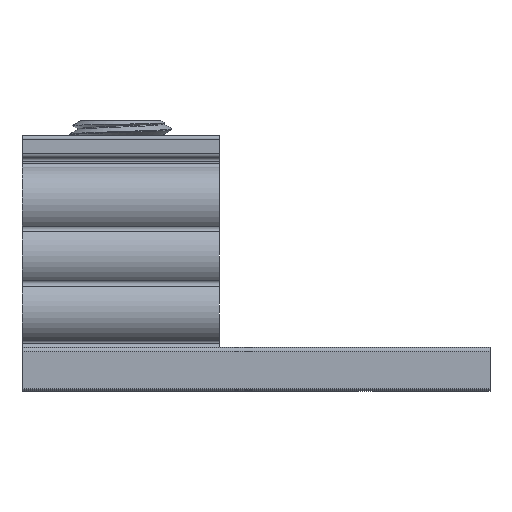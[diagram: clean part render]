
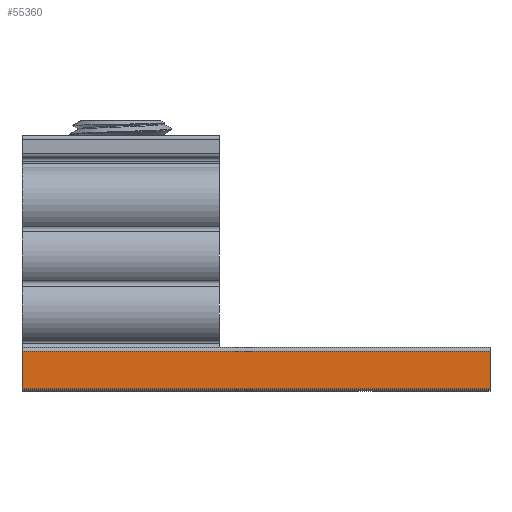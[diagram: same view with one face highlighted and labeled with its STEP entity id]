
A CAD part, front view. The second image highlights one B-rep face of the part: STEP entity #55360.
In plain terms, the highlighted planar face has unit normal (0, -1, 0).
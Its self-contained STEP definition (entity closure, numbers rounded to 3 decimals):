
#54760=CARTESIAN_POINT('',(-24.,-12.5,3.85));
#54770=VERTEX_POINT('',#54760);
#54930=CARTESIAN_POINT('',(40.,-12.5,3.85));
#54940=VERTEX_POINT('',#54930);
#54970=CARTESIAN_POINT('',(-24.,-12.5,3.85));
#54980=DIRECTION('',(1.,0.,0.));
#54990=VECTOR('',#54980,64.);
#55000=LINE('',#54970,#54990);
#55010=EDGE_CURVE('',#54770,#54940,#55000,.T.);
#55060=CARTESIAN_POINT('',(-30.25,-12.5,-1.267));
#55070=DIRECTION('',(0.,-1.,0.));
#55080=DIRECTION('',(0.,0.,-1.));
#55090=AXIS2_PLACEMENT_3D('',#55060,#55070,#55080);
#55100=PLANE('',#55090);
#55110=CARTESIAN_POINT('',(-24.,-12.5,0.));
#55120=DIRECTION('',(-0.,0.,-1.));
#55130=VECTOR('',#55120,1.);
#55140=LINE('',#55110,#55130);
#55150=CARTESIAN_POINT('',(-24.,-12.5,-1.267));
#55160=VERTEX_POINT('',#55150);
#55170=EDGE_CURVE('',#54770,#55160,#55140,.T.);
#55180=ORIENTED_EDGE('',*,*,#55170,.T.);
#55190=ORIENTED_EDGE('',*,*,#55010,.F.);
#55200=CARTESIAN_POINT('',(40.,-12.5,-1.267));
#55210=DIRECTION('',(0.,0.,1.));
#55220=VECTOR('',#55210,5.117);
#55230=LINE('',#55200,#55220);
#55240=CARTESIAN_POINT('',(40.,-12.5,-1.267));
#55250=VERTEX_POINT('',#55240);
#55260=EDGE_CURVE('',#55250,#54940,#55230,.T.);
#55270=ORIENTED_EDGE('',*,*,#55260,.T.);
#55280=CARTESIAN_POINT('',(-24.,-12.5,-1.267));
#55290=DIRECTION('',(1.,0.,0.));
#55300=VECTOR('',#55290,64.);
#55310=LINE('',#55280,#55300);
#55320=EDGE_CURVE('',#55160,#55250,#55310,.T.);
#55330=ORIENTED_EDGE('',*,*,#55320,.T.);
#55340=EDGE_LOOP('',(#55330,#55270,#55190,#55180));
#55350=FACE_OUTER_BOUND('',#55340,.T.);
#55360=ADVANCED_FACE('',(#55350),#55100,.T.);
